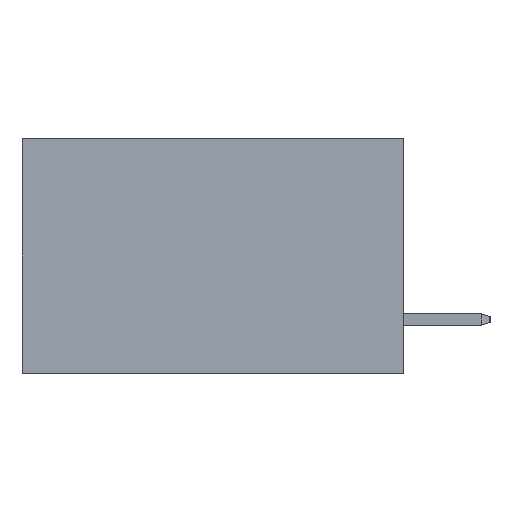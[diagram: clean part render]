
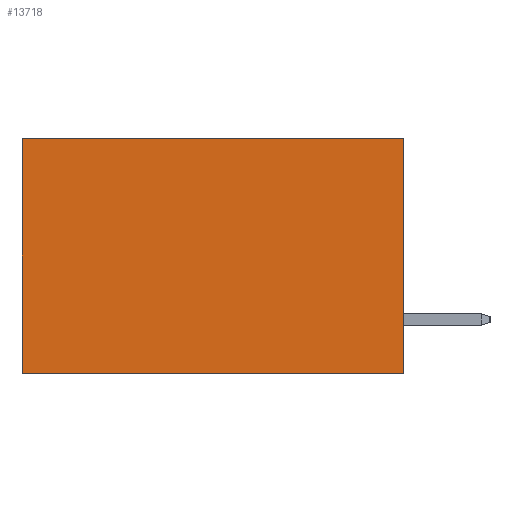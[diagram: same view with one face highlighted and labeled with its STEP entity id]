
A CAD part, left-side view. The second image highlights one B-rep face of the part: STEP entity #13718.
In plain terms, the highlighted planar face has unit normal (-1, 0, 0).
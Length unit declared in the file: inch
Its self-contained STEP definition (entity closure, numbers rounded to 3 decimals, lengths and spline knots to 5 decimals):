
#505 = EDGE_CURVE ( 'NONE', #6088, #31222, #3069, .T. ) ;
#1308 = CARTESIAN_POINT ( 'NONE',  ( 0.2875, 0., -0.37 ) ) ;
#2743 = VECTOR ( 'NONE', #12524, 39.37008 ) ;
#3069 = LINE ( 'NONE', #27250, #22313 ) ;
#3489 = DIRECTION ( 'NONE',  ( 0., 0., -1. ) ) ;
#4595 = CARTESIAN_POINT ( 'NONE',  ( 0.2875, 0., -0.37 ) ) ;
#5209 = CARTESIAN_POINT ( 'NONE',  ( 0.2875, 0., 0. ) ) ;
#5458 = DIRECTION ( 'NONE',  ( 0., 1., 0. ) ) ;
#5789 = CARTESIAN_POINT ( 'NONE',  ( 0.2875, 0.6, -0.37 ) ) ;
#6088 = VERTEX_POINT ( 'NONE', #18740 ) ;
#6764 = VERTEX_POINT ( 'NONE', #5789 ) ;
#7384 = ORIENTED_EDGE ( 'NONE', *, *, #19728, .F. ) ;
#7603 = LINE ( 'NONE', #5209, #2743 ) ;
#8088 = EDGE_CURVE ( 'NONE', #31222, #6764, #15965, .T. ) ;
#8887 = DIRECTION ( 'NONE',  ( 1., 0., 0. ) ) ;
#8923 = VECTOR ( 'NONE', #16135, 39.37008 ) ;
#9723 = ORIENTED_EDGE ( 'NONE', *, *, #24390, .F. ) ;
#10306 = CARTESIAN_POINT ( 'NONE',  ( 0.2875, 0.6, 0. ) ) ;
#12215 = DIRECTION ( 'NONE',  ( 0., 1., 0. ) ) ;
#12524 = DIRECTION ( 'NONE',  ( 0., 0., -1. ) ) ;
#13011 = AXIS2_PLACEMENT_3D ( 'NONE', #20951, #8887, #3489 ) ;
#13649 = FACE_OUTER_BOUND ( 'NONE', #22582, .T. ) ;
#13718 = ADVANCED_FACE ( 'NONE', ( #13649 ), #23353, .F. ) ;
#15802 = CARTESIAN_POINT ( 'NONE',  ( 0.2875, 0.6, 0. ) ) ;
#15965 = LINE ( 'NONE', #15802, #8923 ) ;
#16135 = DIRECTION ( 'NONE',  ( 0., 0., -1. ) ) ;
#17727 = VERTEX_POINT ( 'NONE', #1308 ) ;
#18740 = CARTESIAN_POINT ( 'NONE',  ( 0.2875, 0., 0. ) ) ;
#19728 = EDGE_CURVE ( 'NONE', #6088, #17727, #7603, .T. ) ;
#20951 = CARTESIAN_POINT ( 'NONE',  ( 0.2875, 0., 0. ) ) ;
#22158 = ORIENTED_EDGE ( 'NONE', *, *, #505, .T. ) ;
#22313 = VECTOR ( 'NONE', #5458, 39.37008 ) ;
#22582 = EDGE_LOOP ( 'NONE', ( #23557, #9723, #7384, #22158 ) ) ;
#23353 = PLANE ( 'NONE',  #13011 ) ;
#23557 = ORIENTED_EDGE ( 'NONE', *, *, #8088, .T. ) ;
#24130 = VECTOR ( 'NONE', #12215, 39.37008 ) ;
#24390 = EDGE_CURVE ( 'NONE', #17727, #6764, #29238, .T. ) ;
#27250 = CARTESIAN_POINT ( 'NONE',  ( 0.2875, 0., 0. ) ) ;
#29238 = LINE ( 'NONE', #4595, #24130 ) ;
#31222 = VERTEX_POINT ( 'NONE', #10306 ) ;
